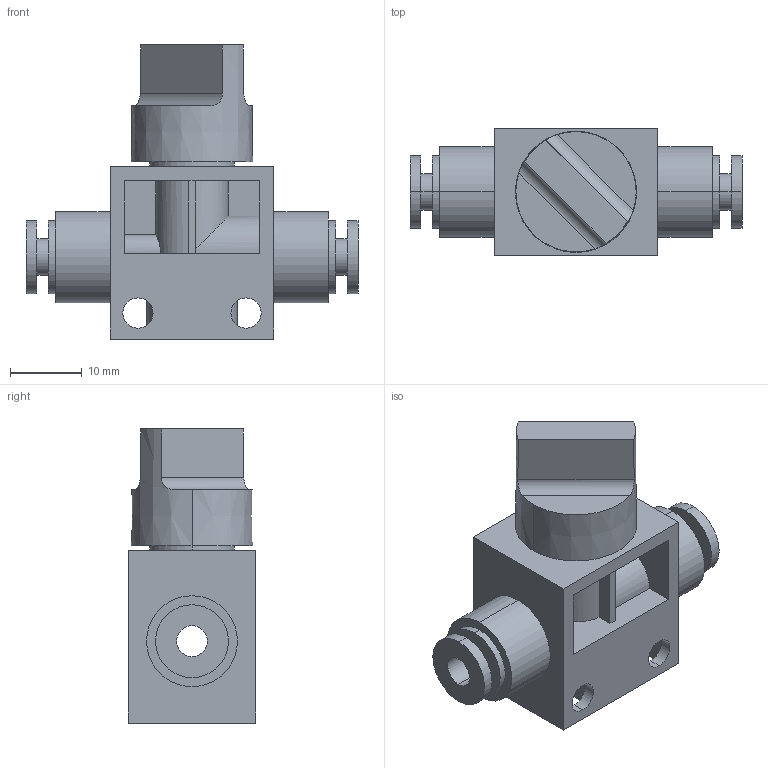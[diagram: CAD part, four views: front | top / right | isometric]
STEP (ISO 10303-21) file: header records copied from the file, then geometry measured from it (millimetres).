
FILE_DESCRIPTION (( 'STEP AP214' ), '1' );
FILE_NAME ('276-8755-001 Simplified Model.STEP', '2023-07-27T21:19:38', ( '' ), ( '' ), 'SwSTEP 2.0', 'SolidWorks 2021', '' );
FILE_SCHEMA (( 'AUTOMOTIVE_DESIGN' ));
Length unit declared in the file: inch
Products named in the file (1): 276-8755-001 Simplified Model
Bounding box: 46.35 x 17.78 x 41.06 mm (x, y, z)
Volume: 10846 mm3; surface area: 6815.6 mm2
Topology: 1 solids, 1 shells, 93 faces, 231 edges, 154 vertices
Faces by surface type: plane 50, cylinder 41, cone 2
Entity records: 2921 total; most frequent: CARTESIAN_POINT 579, DIRECTION 489, ORIENTED_EDGE 462, EDGE_CURVE 231, AXIS2_PLACEMENT_3D 176, VERTEX_POINT 154, LINE 137, VECTOR 137
